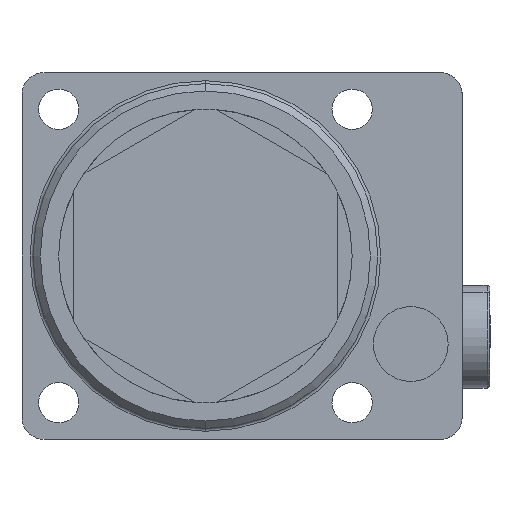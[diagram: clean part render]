
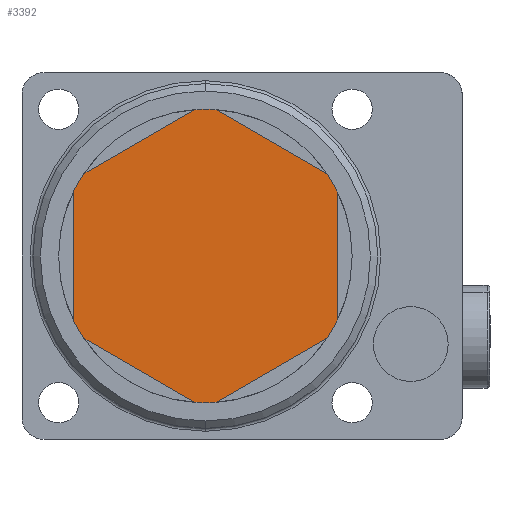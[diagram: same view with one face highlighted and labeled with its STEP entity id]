
A CAD part, front view. The second image highlights one B-rep face of the part: STEP entity #3392.
In plain terms, the highlighted planar face has unit normal (0, -1, 0).
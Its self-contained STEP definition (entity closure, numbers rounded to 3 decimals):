
#251 = EDGE_LOOP ( 'NONE', ( #2819, #3233, #2975, #3269, #2705, #2953, #2847, #2993, #3190, #3071, #3322, #2575, #3003, #3124 ) ) ;
#1295 = VECTOR ( 'NONE', #4085, 1000. ) ;
#1297 = VECTOR ( 'NONE', #4087, 1000. ) ;
#1298 = LINE ( 'NONE', #4086, #1295 ) ;
#1299 = VECTOR ( 'NONE', #4089, 1000. ) ;
#1300 = LINE ( 'NONE', #4088, #1297 ) ;
#1301 = VECTOR ( 'NONE', #4093, 1000. ) ;
#1302 = LINE ( 'NONE', #4092, #1299 ) ;
#1303 = VECTOR ( 'NONE', #4096, 1000. ) ;
#1304 = LINE ( 'NONE', #4095, #1301 ) ;
#1305 = VECTOR ( 'NONE', #4110, 1000. ) ;
#1306 = LINE ( 'NONE', #4097, #1303 ) ;
#1307 = LINE ( 'NONE', #4111, #1305 ) ;
#1310 = CIRCLE ( 'NONE', #4661, 20. ) ;
#1316 = CIRCLE ( 'NONE', #4663, 20. ) ;
#1322 = CIRCLE ( 'NONE', #4665, 20. ) ;
#1327 = CIRCLE ( 'NONE', #4667, 20. ) ;
#1398 = CIRCLE ( 'NONE', #4679, 20. ) ;
#1404 = CIRCLE ( 'NONE', #4681, 20. ) ;
#1413 = CIRCLE ( 'NONE', #4683, 20. ) ;
#1416 = CIRCLE ( 'NONE', #4685, 20. ) ;
#2023 = DIRECTION ( 'NONE',  ( 0., 0., -1. ) ) ;
#2028 = DIRECTION ( 'NONE',  ( 0., -1., 0. ) ) ;
#2033 = PLANE ( 'NONE',  #4807 ) ;
#2050 = CARTESIAN_POINT ( 'NONE',  ( 0., -13., 0. ) ) ;
#2338 = FACE_OUTER_BOUND ( 'NONE', #251, .T. ) ;
#2574 = VERTEX_POINT ( 'NONE', #3769 ) ;
#2575 = ORIENTED_EDGE ( 'NONE', *, *, #5183, .T. ) ;
#2651 = VERTEX_POINT ( 'NONE', #3741 ) ;
#2705 = ORIENTED_EDGE ( 'NONE', *, *, #5180, .T. ) ;
#2773 = VERTEX_POINT ( 'NONE', #3713 ) ;
#2802 = VERTEX_POINT ( 'NONE', #3705 ) ;
#2819 = ORIENTED_EDGE ( 'NONE', *, *, #5169, .T. ) ;
#2847 = ORIENTED_EDGE ( 'NONE', *, *, #5181, .T. ) ;
#2863 = VERTEX_POINT ( 'NONE', #3691 ) ;
#2900 = VERTEX_POINT ( 'NONE', #3688 ) ;
#2953 = ORIENTED_EDGE ( 'NONE', *, *, #5120, .T. ) ;
#2975 = ORIENTED_EDGE ( 'NONE', *, *, #5165, .T. ) ;
#2993 = ORIENTED_EDGE ( 'NONE', *, *, #5116, .T. ) ;
#3003 = ORIENTED_EDGE ( 'NONE', *, *, #5173, .T. ) ;
#3013 = VERTEX_POINT ( 'NONE', #3656 ) ;
#3071 = ORIENTED_EDGE ( 'NONE', *, *, #5112, .T. ) ;
#3101 = VERTEX_POINT ( 'NONE', #3642 ) ;
#3103 = VERTEX_POINT ( 'NONE', #3640 ) ;
#3121 = VERTEX_POINT ( 'NONE', #3633 ) ;
#3124 = ORIENTED_EDGE ( 'NONE', *, *, #5184, .T. ) ;
#3158 = VERTEX_POINT ( 'NONE', #3613 ) ;
#3190 = ORIENTED_EDGE ( 'NONE', *, *, #5182, .T. ) ;
#3233 = ORIENTED_EDGE ( 'NONE', *, *, #5179, .T. ) ;
#3240 = VERTEX_POINT ( 'NONE', #3587 ) ;
#3255 = VERTEX_POINT ( 'NONE', #3588 ) ;
#3269 = ORIENTED_EDGE ( 'NONE', *, *, #5108, .T. ) ;
#3285 = VERTEX_POINT ( 'NONE', #3573 ) ;
#3322 = ORIENTED_EDGE ( 'NONE', *, *, #5177, .T. ) ;
#3392 = ADVANCED_FACE ( 'NONE', ( #2338 ), #2033, .T. ) ;
#3573 = CARTESIAN_POINT ( 'NONE',  ( 16.55, -13., 11.23 ) ) ;
#3587 = CARTESIAN_POINT ( 'NONE',  ( -1.45, -13., -19.947 ) ) ;
#3588 = CARTESIAN_POINT ( 'NONE',  ( -16.55, -13., 11.23 ) ) ;
#3613 = CARTESIAN_POINT ( 'NONE',  ( 18., -13., 8.718 ) ) ;
#3633 = CARTESIAN_POINT ( 'NONE',  ( -16.55, -13., -11.23 ) ) ;
#3640 = CARTESIAN_POINT ( 'NONE',  ( 0., -13., -20. ) ) ;
#3642 = CARTESIAN_POINT ( 'NONE',  ( 16.55, -13., -11.23 ) ) ;
#3656 = CARTESIAN_POINT ( 'NONE',  ( 1.45, -13., -19.947 ) ) ;
#3688 = CARTESIAN_POINT ( 'NONE',  ( -18., -13., 8.718 ) ) ;
#3691 = CARTESIAN_POINT ( 'NONE',  ( -18., -13., -8.718 ) ) ;
#3705 = CARTESIAN_POINT ( 'NONE',  ( 0., -13., 20. ) ) ;
#3713 = CARTESIAN_POINT ( 'NONE',  ( -1.45, -13., 19.947 ) ) ;
#3741 = CARTESIAN_POINT ( 'NONE',  ( 18., -13., -8.718 ) ) ;
#3769 = CARTESIAN_POINT ( 'NONE',  ( 1.45, -13., 19.947 ) ) ;
#4085 = DIRECTION ( 'NONE',  ( 0., 0., -1. ) ) ;
#4086 = CARTESIAN_POINT ( 'NONE',  ( -18., -13., 0. ) ) ;
#4087 = DIRECTION ( 'NONE',  ( -0.866, 0., -0.5 ) ) ;
#4088 = CARTESIAN_POINT ( 'NONE',  ( -9., -13., 15.588 ) ) ;
#4089 = DIRECTION ( 'NONE',  ( -0.866, 0., 0.5 ) ) ;
#4092 = CARTESIAN_POINT ( 'NONE',  ( 9., -13., 15.588 ) ) ;
#4093 = DIRECTION ( 'NONE',  ( 0., 0., 1. ) ) ;
#4095 = CARTESIAN_POINT ( 'NONE',  ( 18., -13., 0. ) ) ;
#4096 = DIRECTION ( 'NONE',  ( 0.866, 0., 0.5 ) ) ;
#4097 = CARTESIAN_POINT ( 'NONE',  ( 9., -13., -15.588 ) ) ;
#4105 = DIRECTION ( 'NONE',  ( 0., 0., -1. ) ) ;
#4106 = DIRECTION ( 'NONE',  ( 0., -1., 0. ) ) ;
#4107 = CARTESIAN_POINT ( 'NONE',  ( 0., -13., 0. ) ) ;
#4110 = DIRECTION ( 'NONE',  ( 0.866, 0., -0.5 ) ) ;
#4111 = CARTESIAN_POINT ( 'NONE',  ( -9., -13., -15.588 ) ) ;
#4126 = DIRECTION ( 'NONE',  ( 0., 0., -1. ) ) ;
#4127 = DIRECTION ( 'NONE',  ( 0., -1., 0. ) ) ;
#4128 = CARTESIAN_POINT ( 'NONE',  ( 0., -13., 0. ) ) ;
#4136 = DIRECTION ( 'NONE',  ( 0., 0., -1. ) ) ;
#4137 = DIRECTION ( 'NONE',  ( 0., -1., 0. ) ) ;
#4138 = CARTESIAN_POINT ( 'NONE',  ( 0., -13., 0. ) ) ;
#4155 = DIRECTION ( 'NONE',  ( 0., 0., -1. ) ) ;
#4156 = DIRECTION ( 'NONE',  ( 0., -1., 0. ) ) ;
#4158 = CARTESIAN_POINT ( 'NONE',  ( 0., -13., 0. ) ) ;
#4327 = DIRECTION ( 'NONE',  ( 0., 0., -1. ) ) ;
#4328 = DIRECTION ( 'NONE',  ( 0., -1., 0. ) ) ;
#4330 = CARTESIAN_POINT ( 'NONE',  ( 0., -13., 0. ) ) ;
#4342 = DIRECTION ( 'NONE',  ( 0., 0., -1. ) ) ;
#4343 = DIRECTION ( 'NONE',  ( 0., -1., 0. ) ) ;
#4344 = CARTESIAN_POINT ( 'NONE',  ( 0., -13., 0. ) ) ;
#4355 = DIRECTION ( 'NONE',  ( 0., 0., -1. ) ) ;
#4356 = DIRECTION ( 'NONE',  ( 0., -1., 0. ) ) ;
#4357 = CARTESIAN_POINT ( 'NONE',  ( 0., -13., 0. ) ) ;
#4370 = DIRECTION ( 'NONE',  ( 0., 0., -1. ) ) ;
#4371 = DIRECTION ( 'NONE',  ( 0., -1., 0. ) ) ;
#4372 = CARTESIAN_POINT ( 'NONE',  ( 0., -13., 0. ) ) ;
#4661 = AXIS2_PLACEMENT_3D ( 'NONE', #4107, #4106, #4105 ) ;
#4663 = AXIS2_PLACEMENT_3D ( 'NONE', #4128, #4127, #4126 ) ;
#4665 = AXIS2_PLACEMENT_3D ( 'NONE', #4138, #4137, #4136 ) ;
#4667 = AXIS2_PLACEMENT_3D ( 'NONE', #4158, #4156, #4155 ) ;
#4679 = AXIS2_PLACEMENT_3D ( 'NONE', #4330, #4328, #4327 ) ;
#4681 = AXIS2_PLACEMENT_3D ( 'NONE', #4344, #4343, #4342 ) ;
#4683 = AXIS2_PLACEMENT_3D ( 'NONE', #4357, #4356, #4355 ) ;
#4685 = AXIS2_PLACEMENT_3D ( 'NONE', #4372, #4371, #4370 ) ;
#4807 = AXIS2_PLACEMENT_3D ( 'NONE', #2050, #2028, #2023 ) ;
#5108 = EDGE_CURVE ( 'NONE', #3103, #3013, #1416, .T. ) ;
#5112 = EDGE_CURVE ( 'NONE', #2574, #2802, #1413, .T. ) ;
#5116 = EDGE_CURVE ( 'NONE', #3158, #3285, #1404, .T. ) ;
#5120 = EDGE_CURVE ( 'NONE', #3101, #2651, #1398, .T. ) ;
#5165 = EDGE_CURVE ( 'NONE', #3240, #3103, #1327, .T. ) ;
#5169 = EDGE_CURVE ( 'NONE', #2863, #3121, #1322, .T. ) ;
#5173 = EDGE_CURVE ( 'NONE', #3255, #2900, #1316, .T. ) ;
#5177 = EDGE_CURVE ( 'NONE', #2802, #2773, #1310, .T. ) ;
#5179 = EDGE_CURVE ( 'NONE', #3121, #3240, #1307, .T. ) ;
#5180 = EDGE_CURVE ( 'NONE', #3013, #3101, #1306, .T. ) ;
#5181 = EDGE_CURVE ( 'NONE', #2651, #3158, #1304, .T. ) ;
#5182 = EDGE_CURVE ( 'NONE', #3285, #2574, #1302, .T. ) ;
#5183 = EDGE_CURVE ( 'NONE', #2773, #3255, #1300, .T. ) ;
#5184 = EDGE_CURVE ( 'NONE', #2900, #2863, #1298, .T. ) ;
